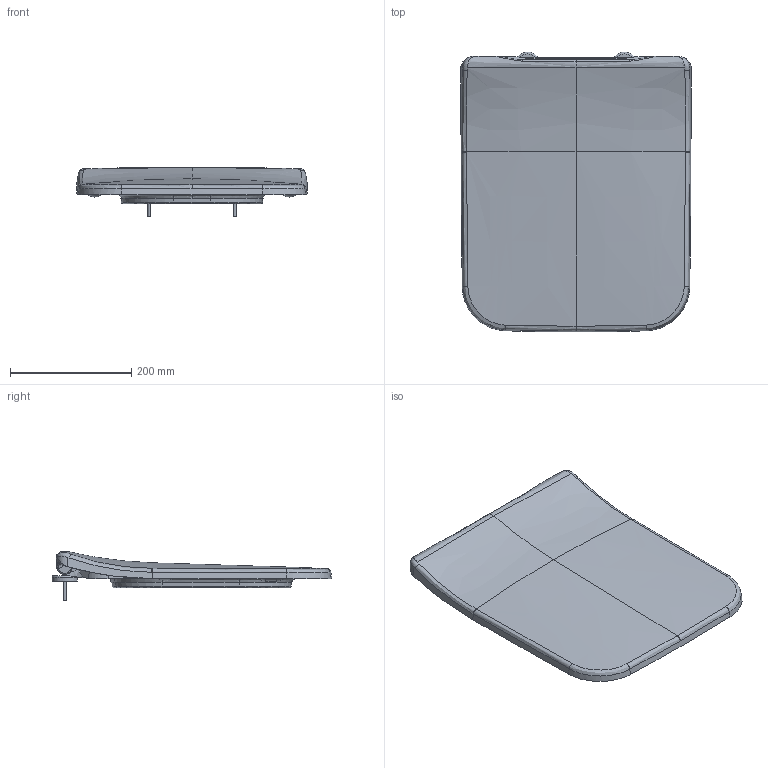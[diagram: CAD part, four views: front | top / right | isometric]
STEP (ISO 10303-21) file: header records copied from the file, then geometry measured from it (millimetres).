
FILE_DESCRIPTION(/* description */ (''),/* implementation_level */ '2;1');
FILE_NAME(/* name */ '9M81S1_WCS.stp',/* time_stamp */ '2021-11-10T08:31:47+01:00',/* author */ (''),/* organization */ (''),/* preprocessor_version */ 'ST-DEVELOPER v18.1',/* originating_system */ 'SIEMENS PLM Software NX 1973',/* authorisation */ '');
FILE_SCHEMA (('AUTOMOTIVE_DESIGN { 1 0 10303 214 3 1 1 1 }'));
Length unit declared in the file: millimetre
Products named in the file (1): Muel5B48A3A8cdak
Bounding box: 378.96 x 460.82 x 81.48 mm (x, y, z)
Volume: 1585093.6 mm3; surface area: 629890.4 mm2
Topology: 12 solids, 14 shells, 671 faces, 1644 edges, 995 vertices
Faces by surface type: bspline 315, plane 130, cylinder 110, torus 47, cone 37, sphere 22, extrusion 10
Full cylindrical faces by diameter (mm): 5 x4, 8 x2, 8.3 x2, 9.5 x2, 9.78 x2, 21.9 x2, 22.4 x2, 38 x2, 40.45 x2, 41.65 x2
Entity records: 50702 total; most frequent: CARTESIAN_POINT 37862, ORIENTED_EDGE 3096, DIRECTION 1871, EDGE_CURVE 1548, VERTEX_POINT 962, AXIS2_PLACEMENT_3D 760, EDGE_LOOP 738, B_SPLINE_CURVE_WITH_KNOTS 701
